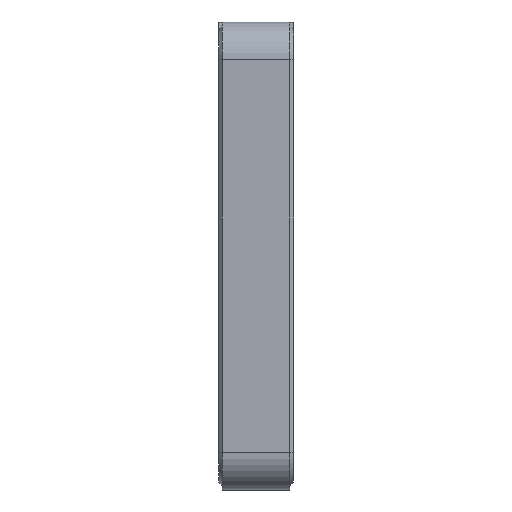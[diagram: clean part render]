
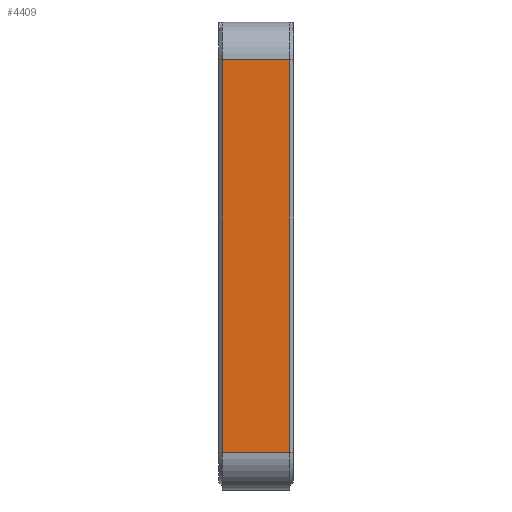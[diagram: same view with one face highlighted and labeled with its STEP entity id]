
A CAD part, left-side view. The second image highlights one B-rep face of the part: STEP entity #4409.
In plain terms, the highlighted planar face has unit normal (-1, 0, 0).
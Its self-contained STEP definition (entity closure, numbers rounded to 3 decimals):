
#130 = AXIS2_PLACEMENT_3D ( 'NONE', #16659, #1988, #19809 ) ;
#552 = EDGE_CURVE ( 'NONE', #10497, #16576, #3012, .T. ) ;
#1629 = DIRECTION ( 'NONE',  ( 0., -1., 0. ) ) ;
#1988 = DIRECTION ( 'NONE',  ( 1., 0., 0. ) ) ;
#2268 = LINE ( 'NONE', #3865, #12461 ) ;
#3012 = LINE ( 'NONE', #7864, #20522 ) ;
#3223 = CARTESIAN_POINT ( 'NONE',  ( -12.5, 2., 10.5 ) ) ;
#3865 = CARTESIAN_POINT ( 'NONE',  ( -12.5, 1.8, 0. ) ) ;
#4048 = CARTESIAN_POINT ( 'NONE',  ( -12.5, -1.8, -10.5 ) ) ;
#4409 = ADVANCED_FACE ( 'NONE', ( #5269 ), #19716, .F. ) ;
#4716 = VECTOR ( 'NONE', #14325, 1000. ) ;
#4985 = LINE ( 'NONE', #7725, #4716 ) ;
#5269 = FACE_OUTER_BOUND ( 'NONE', #16340, .T. ) ;
#5900 = CARTESIAN_POINT ( 'NONE',  ( -12.5, 1.8, -10.5 ) ) ;
#6880 = ORIENTED_EDGE ( 'NONE', *, *, #8016, .T. ) ;
#7725 = CARTESIAN_POINT ( 'NONE',  ( -12.5, 2., -10.5 ) ) ;
#7864 = CARTESIAN_POINT ( 'NONE',  ( -12.5, -1.8, 0. ) ) ;
#8016 = EDGE_CURVE ( 'NONE', #8122, #10497, #4985, .T. ) ;
#8122 = VERTEX_POINT ( 'NONE', #5900 ) ;
#10497 = VERTEX_POINT ( 'NONE', #4048 ) ;
#10765 = CARTESIAN_POINT ( 'NONE',  ( -12.5, -1.8, 10.5 ) ) ;
#11565 = ORIENTED_EDGE ( 'NONE', *, *, #19335, .F. ) ;
#12135 = ORIENTED_EDGE ( 'NONE', *, *, #13962, .F. ) ;
#12461 = VECTOR ( 'NONE', #15323, 1000. ) ;
#12742 = DIRECTION ( 'NONE',  ( 0., 0., 1. ) ) ;
#13962 = EDGE_CURVE ( 'NONE', #8122, #15800, #2268, .T. ) ;
#14325 = DIRECTION ( 'NONE',  ( 0., -1., 0. ) ) ;
#15258 = ORIENTED_EDGE ( 'NONE', *, *, #552, .T. ) ;
#15323 = DIRECTION ( 'NONE',  ( 0., 0., 1. ) ) ;
#15800 = VERTEX_POINT ( 'NONE', #19429 ) ;
#16340 = EDGE_LOOP ( 'NONE', ( #15258, #11565, #12135, #6880 ) ) ;
#16576 = VERTEX_POINT ( 'NONE', #10765 ) ;
#16659 = CARTESIAN_POINT ( 'NONE',  ( -12.5, 2., 10.5 ) ) ;
#17952 = VECTOR ( 'NONE', #1629, 1000. ) ;
#18088 = LINE ( 'NONE', #3223, #17952 ) ;
#19335 = EDGE_CURVE ( 'NONE', #15800, #16576, #18088, .T. ) ;
#19429 = CARTESIAN_POINT ( 'NONE',  ( -12.5, 1.8, 10.5 ) ) ;
#19716 = PLANE ( 'NONE',  #130 ) ;
#19809 = DIRECTION ( 'NONE',  ( 0., 0., -1. ) ) ;
#20522 = VECTOR ( 'NONE', #12742, 1000. ) ;
